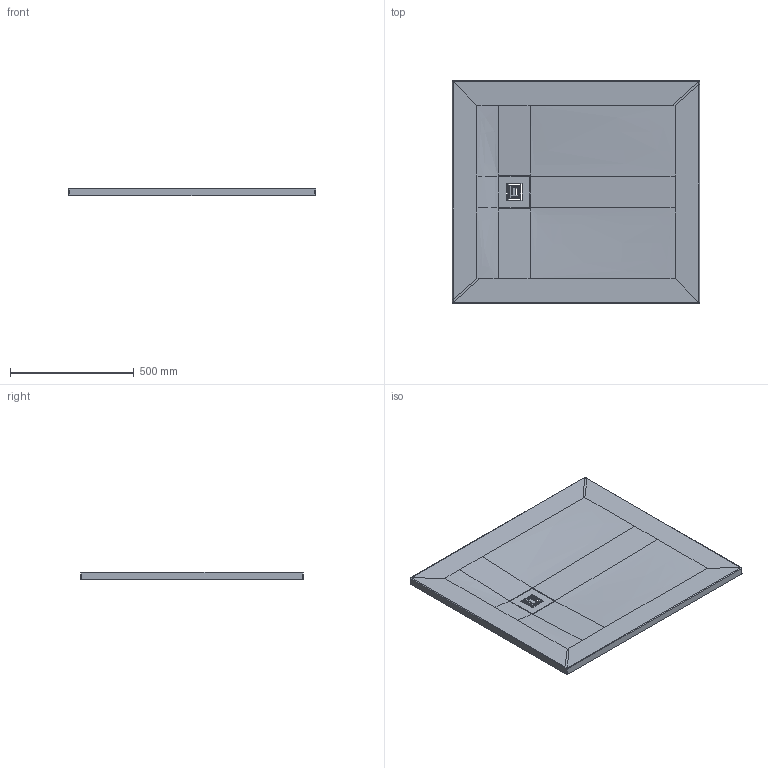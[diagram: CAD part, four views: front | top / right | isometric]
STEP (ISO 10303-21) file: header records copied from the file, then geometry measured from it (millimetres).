
FILE_DESCRIPTION(/* description */ (''),/* implementation_level */ '2;1');
FILE_NAME(/* name */ '720274',/* time_stamp */ '2022-02-10T07:47:44+01:00',/* author */ (''),/* organization */ (''),/* preprocessor_version */ 'ST-DEVELOPER v15',/* originating_system */ '',/* authorisation */ '');
FILE_SCHEMA (('AUTOMOTIVE_DESIGN'));
Length unit declared in the file: millimetre
Products named in the file (1): Document
Bounding box: 1000 x 900 x 30 mm (x, y, z)
Volume: 21067.4 mm3; surface area: 1020677.1 mm2
Topology: 1 solids, 2 shells, 120 faces, 326 edges, 208 vertices
Faces by surface type: bspline 64, plane 56
Entity records: 7839 total; most frequent: CARTESIAN_POINT 5719, ORIENTED_EDGE 620, EDGE_CURVE 326, B_SPLINE_CURVE_WITH_KNOTS 304, VERTEX_POINT 208, EDGE_LOOP 140, ADVANCED_FACE 120, FACE_OUTER_BOUND 120
